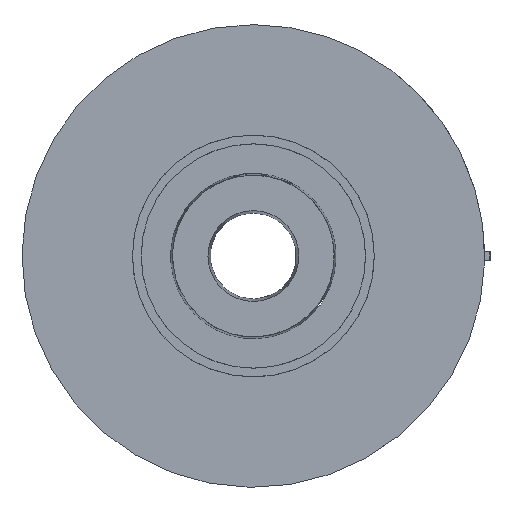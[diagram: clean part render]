
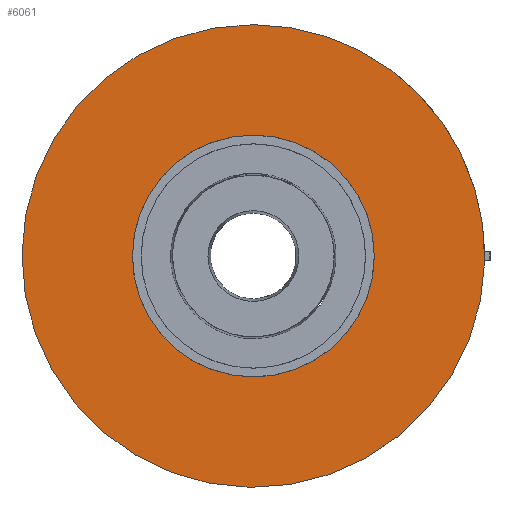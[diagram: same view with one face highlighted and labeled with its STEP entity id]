
A CAD part, front view. The second image highlights one B-rep face of the part: STEP entity #6061.
In plain terms, the highlighted face is planar.
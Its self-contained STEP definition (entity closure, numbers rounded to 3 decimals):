
#315=PLANE('',#6523);
#460=FACE_BOUND('',#1061,.T.);
#689=FACE_OUTER_BOUND('',#1060,.T.);
#1060=EDGE_LOOP('',(#5188));
#1061=EDGE_LOOP('',(#5189));
#1350=CIRCLE('',#6448,26.3);
#1373=CIRCLE('',#6522,13.75);
#3031=VERTEX_POINT('',#10295);
#3119=VERTEX_POINT('',#10607);
#3747=EDGE_CURVE('',#3031,#3031,#1350,.T.);
#3894=EDGE_CURVE('',#3119,#3119,#1373,.T.);
#5188=ORIENTED_EDGE('',*,*,#3747,.F.);
#5189=ORIENTED_EDGE('',*,*,#3894,.T.);
#6061=ADVANCED_FACE('',(#689,#460),#315,.F.);
#6448=AXIS2_PLACEMENT_3D('',#10296,#7550,#7551);
#6522=AXIS2_PLACEMENT_3D('',#10608,#7806,#7807);
#6523=AXIS2_PLACEMENT_3D('',#10609,#7808,#7809);
#7550=DIRECTION('center_axis',(0.,0.,1.));
#7551=DIRECTION('ref_axis',(1.,0.,0.));
#7806=DIRECTION('center_axis',(0.,0.,1.));
#7807=DIRECTION('ref_axis',(1.,0.,0.));
#7808=DIRECTION('center_axis',(0.,0.,1.));
#7809=DIRECTION('ref_axis',(1.,0.,0.));
#10295=CARTESIAN_POINT('',(26.3,0.,25.));
#10296=CARTESIAN_POINT('Origin',(0.,0.,
25.));
#10607=CARTESIAN_POINT('',(13.75,0.,25.));
#10608=CARTESIAN_POINT('Origin',(0.,0.,
25.));
#10609=CARTESIAN_POINT('Origin',(13.75,0.,25.));
